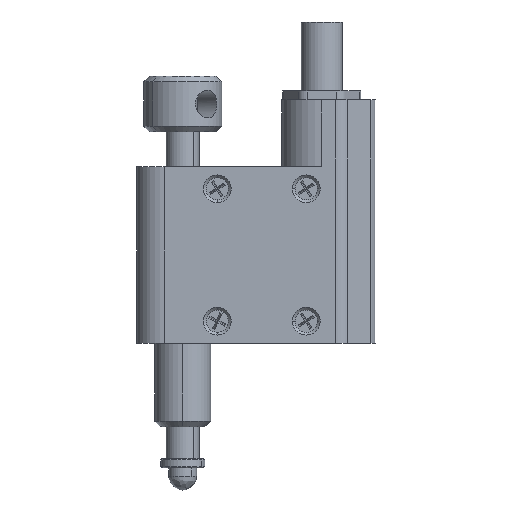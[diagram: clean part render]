
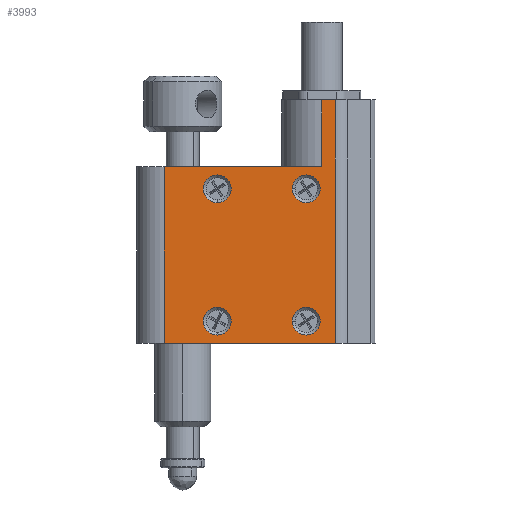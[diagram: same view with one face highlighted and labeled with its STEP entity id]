
A CAD part, front view. The second image highlights one B-rep face of the part: STEP entity #3993.
In plain terms, the highlighted planar face has unit normal (0, -1, 0).
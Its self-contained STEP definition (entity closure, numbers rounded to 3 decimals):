
#74 = ORIENTED_EDGE ( 'NONE', *, *, #2587, .F. ) ;
#117 = VERTEX_POINT ( 'NONE', #6775 ) ;
#129 = ORIENTED_EDGE ( 'NONE', *, *, #1318, .F. ) ;
#180 = CARTESIAN_POINT ( 'NONE',  ( 0.437, -4.619, 2.907 ) ) ;
#228 = LINE ( 'NONE', #180, #341 ) ;
#319 = CARTESIAN_POINT ( 'NONE',  ( 0.287, -4.619, -5.093 ) ) ;
#341 = VECTOR ( 'NONE', #3709, 1000. ) ;
#593 = VECTOR ( 'NONE', #7738, 1000. ) ;
#599 = DIRECTION ( 'NONE',  ( 0., 0., -1. ) ) ;
#621 = DIRECTION ( 'NONE',  ( 0., -1., 0. ) ) ;
#655 = EDGE_LOOP ( 'NONE', ( #8698, #6165 ) ) ;
#697 = CARTESIAN_POINT ( 'NONE',  ( -13.713, -4.619, -18.993 ) ) ;
#958 = VERTEX_POINT ( 'NONE', #7048 ) ;
#1089 = CIRCLE ( 'NONE', #2040, 1.25 ) ;
#1133 = CIRCLE ( 'NONE', #1694, 1.25 ) ;
#1273 = CARTESIAN_POINT ( 'NONE',  ( 1.666, -4.619, -18.993 ) ) ;
#1318 = EDGE_CURVE ( 'NONE', #8905, #9056, #8858, .T. ) ;
#1404 = DIRECTION ( 'NONE',  ( 1., 0., 0. ) ) ;
#1441 = FACE_BOUND ( 'NONE', #1630, .T. ) ;
#1538 = AXIS2_PLACEMENT_3D ( 'NONE', #7714, #2022, #8440 ) ;
#1558 = CARTESIAN_POINT ( 'NONE',  ( -8.963, -4.619, -5.093 ) ) ;
#1599 = DIRECTION ( 'NONE',  ( -1., 0., 0. ) ) ;
#1630 = EDGE_LOOP ( 'NONE', ( #9123, #8149 ) ) ;
#1654 = VERTEX_POINT ( 'NONE', #3893 ) ;
#1694 = AXIS2_PLACEMENT_3D ( 'NONE', #4141, #3474, #8492 ) ;
#1766 = EDGE_CURVE ( 'NONE', #2079, #1987, #5220, .T. ) ;
#1793 = EDGE_CURVE ( 'NONE', #4456, #1654, #2649, .T. ) ;
#1922 = VERTEX_POINT ( 'NONE', #6317 ) ;
#1929 = CARTESIAN_POINT ( 'NONE',  ( -13.713, -4.619, -3.093 ) ) ;
#1962 = DIRECTION ( 'NONE',  ( 0., 1., 0. ) ) ;
#1981 = CIRCLE ( 'NONE', #7857, 1.25 ) ;
#1987 = VERTEX_POINT ( 'NONE', #1273 ) ;
#2022 = DIRECTION ( 'NONE',  ( 0., -1., 0. ) ) ;
#2040 = AXIS2_PLACEMENT_3D ( 'NONE', #4713, #2672, #9047 ) ;
#2079 = VERTEX_POINT ( 'NONE', #5809 ) ;
#2324 = ORIENTED_EDGE ( 'NONE', *, *, #5512, .F. ) ;
#2356 = ORIENTED_EDGE ( 'NONE', *, *, #1766, .F. ) ;
#2460 = EDGE_CURVE ( 'NONE', #117, #2752, #1089, .T. ) ;
#2464 = CIRCLE ( 'NONE', #1538, 1.25 ) ;
#2587 = EDGE_CURVE ( 'NONE', #9056, #8905, #1981, .T. ) ;
#2640 = AXIS2_PLACEMENT_3D ( 'NONE', #8349, #1962, #8478 ) ;
#2649 = CIRCLE ( 'NONE', #9172, 1.25 ) ;
#2657 = DIRECTION ( 'NONE',  ( 0., 0., -1. ) ) ;
#2672 = DIRECTION ( 'NONE',  ( 0., -1., 0. ) ) ;
#2752 = VERTEX_POINT ( 'NONE', #319 ) ;
#2765 = CARTESIAN_POINT ( 'NONE',  ( -0.963, -4.619, -5.093 ) ) ;
#2961 = EDGE_CURVE ( 'NONE', #6164, #958, #8175, .T. ) ;
#3004 = EDGE_CURVE ( 'NONE', #1987, #6164, #7380, .T. ) ;
#3321 = EDGE_CURVE ( 'NONE', #6293, #958, #7594, .T. ) ;
#3338 = VERTEX_POINT ( 'NONE', #8202 ) ;
#3474 = DIRECTION ( 'NONE',  ( 0., -1., 0. ) ) ;
#3475 = LINE ( 'NONE', #7201, #4260 ) ;
#3509 = DIRECTION ( 'NONE',  ( 0., 0., -1. ) ) ;
#3709 = DIRECTION ( 'NONE',  ( 0., 0., 1. ) ) ;
#3893 = CARTESIAN_POINT ( 'NONE',  ( -2.213, -4.619, -16.993 ) ) ;
#3988 = ORIENTED_EDGE ( 'NONE', *, *, #3321, .T. ) ;
#3993 = ADVANCED_FACE ( 'NONE', ( #5031, #4154, #1441, #7462, #5245 ), #7718, .F. ) ;
#4049 = AXIS2_PLACEMENT_3D ( 'NONE', #2765, #5700, #1404 ) ;
#4141 = CARTESIAN_POINT ( 'NONE',  ( -0.963, -4.619, -16.993 ) ) ;
#4154 = FACE_BOUND ( 'NONE', #6143, .T. ) ;
#4260 = VECTOR ( 'NONE', #5679, 1000. ) ;
#4277 = VECTOR ( 'NONE', #1599, 1000. ) ;
#4456 = VERTEX_POINT ( 'NONE', #5213 ) ;
#4553 = ORIENTED_EDGE ( 'NONE', *, *, #2460, .F. ) ;
#4566 = EDGE_LOOP ( 'NONE', ( #129, #74 ) ) ;
#4713 = CARTESIAN_POINT ( 'NONE',  ( -0.963, -4.619, -5.093 ) ) ;
#4760 = CARTESIAN_POINT ( 'NONE',  ( -0.963, -4.619, -16.993 ) ) ;
#4780 = VECTOR ( 'NONE', #2657, 1000. ) ;
#4934 = ORIENTED_EDGE ( 'NONE', *, *, #8531, .T. ) ;
#5031 = FACE_BOUND ( 'NONE', #4566, .T. ) ;
#5137 = ORIENTED_EDGE ( 'NONE', *, *, #3004, .F. ) ;
#5213 = CARTESIAN_POINT ( 'NONE',  ( 0.287, -4.619, -16.993 ) ) ;
#5220 = LINE ( 'NONE', #7620, #4780 ) ;
#5245 = FACE_OUTER_BOUND ( 'NONE', #7787, .T. ) ;
#5462 = CIRCLE ( 'NONE', #4049, 1.25 ) ;
#5472 = DIRECTION ( 'NONE',  ( 0., -1., 0. ) ) ;
#5512 = EDGE_CURVE ( 'NONE', #2752, #117, #5462, .T. ) ;
#5531 = AXIS2_PLACEMENT_3D ( 'NONE', #7762, #5650, #599 ) ;
#5537 = EDGE_CURVE ( 'NONE', #6293, #6863, #228, .T. ) ;
#5612 = VECTOR ( 'NONE', #8466, 1000. ) ;
#5650 = DIRECTION ( 'NONE',  ( 0., -1., 0. ) ) ;
#5679 = DIRECTION ( 'NONE',  ( -1., 0., 0. ) ) ;
#5683 = ORIENTED_EDGE ( 'NONE', *, *, #2961, .F. ) ;
#5700 = DIRECTION ( 'NONE',  ( 0., -1., 0. ) ) ;
#5809 = CARTESIAN_POINT ( 'NONE',  ( 1.666, -4.619, 2.907 ) ) ;
#5852 = CARTESIAN_POINT ( 'NONE',  ( 0.437, -4.619, -3.093 ) ) ;
#6143 = EDGE_LOOP ( 'NONE', ( #2324, #4553 ) ) ;
#6164 = VERTEX_POINT ( 'NONE', #7189 ) ;
#6165 = ORIENTED_EDGE ( 'NONE', *, *, #6538, .F. ) ;
#6195 = CARTESIAN_POINT ( 'NONE',  ( -8.963, -4.619, -6.343 ) ) ;
#6269 = CARTESIAN_POINT ( 'NONE',  ( -8.963, -4.619, -5.093 ) ) ;
#6293 = VERTEX_POINT ( 'NONE', #5852 ) ;
#6317 = CARTESIAN_POINT ( 'NONE',  ( -8.963, -4.619, -18.243 ) ) ;
#6394 = CARTESIAN_POINT ( 'NONE',  ( -8.963, -4.619, -3.843 ) ) ;
#6404 = CIRCLE ( 'NONE', #5531, 1.25 ) ;
#6487 = EDGE_CURVE ( 'NONE', #3338, #1922, #6404, .T. ) ;
#6538 = EDGE_CURVE ( 'NONE', #1654, #4456, #1133, .T. ) ;
#6590 = DIRECTION ( 'NONE',  ( 0., 0., -1. ) ) ;
#6775 = CARTESIAN_POINT ( 'NONE',  ( -2.213, -4.619, -5.093 ) ) ;
#6863 = VERTEX_POINT ( 'NONE', #8723 ) ;
#6904 = DIRECTION ( 'NONE',  ( 1., 0., 0. ) ) ;
#7048 = CARTESIAN_POINT ( 'NONE',  ( -13.713, -4.619, -3.093 ) ) ;
#7189 = CARTESIAN_POINT ( 'NONE',  ( -13.713, -4.619, -18.993 ) ) ;
#7201 = CARTESIAN_POINT ( 'NONE',  ( 1.666, -4.619, 2.907 ) ) ;
#7263 = ORIENTED_EDGE ( 'NONE', *, *, #5537, .F. ) ;
#7292 = CARTESIAN_POINT ( 'NONE',  ( -13.713, -4.619, -3.093 ) ) ;
#7380 = LINE ( 'NONE', #697, #5612 ) ;
#7462 = FACE_BOUND ( 'NONE', #655, .T. ) ;
#7477 = AXIS2_PLACEMENT_3D ( 'NONE', #6269, #621, #3509 ) ;
#7594 = LINE ( 'NONE', #7292, #4277 ) ;
#7620 = CARTESIAN_POINT ( 'NONE',  ( 1.666, -4.619, -3.093 ) ) ;
#7714 = CARTESIAN_POINT ( 'NONE',  ( -8.963, -4.619, -16.993 ) ) ;
#7718 = PLANE ( 'NONE',  #2640 ) ;
#7738 = DIRECTION ( 'NONE',  ( 0., 0., 1. ) ) ;
#7762 = CARTESIAN_POINT ( 'NONE',  ( -8.963, -4.619, -16.993 ) ) ;
#7787 = EDGE_LOOP ( 'NONE', ( #3988, #5683, #5137, #2356, #4934, #7263 ) ) ;
#7828 = EDGE_CURVE ( 'NONE', #1922, #3338, #2464, .T. ) ;
#7857 = AXIS2_PLACEMENT_3D ( 'NONE', #1558, #8081, #6590 ) ;
#8081 = DIRECTION ( 'NONE',  ( 0., -1., 0. ) ) ;
#8149 = ORIENTED_EDGE ( 'NONE', *, *, #6487, .F. ) ;
#8175 = LINE ( 'NONE', #1929, #593 ) ;
#8202 = CARTESIAN_POINT ( 'NONE',  ( -8.963, -4.619, -15.743 ) ) ;
#8349 = CARTESIAN_POINT ( 'NONE',  ( -13.713, -4.619, -3.093 ) ) ;
#8440 = DIRECTION ( 'NONE',  ( 0., 0., -1. ) ) ;
#8466 = DIRECTION ( 'NONE',  ( -1., 0., 0. ) ) ;
#8478 = DIRECTION ( 'NONE',  ( 0., 0., 1. ) ) ;
#8492 = DIRECTION ( 'NONE',  ( 1., 0., 0. ) ) ;
#8531 = EDGE_CURVE ( 'NONE', #2079, #6863, #3475, .T. ) ;
#8698 = ORIENTED_EDGE ( 'NONE', *, *, #1793, .F. ) ;
#8723 = CARTESIAN_POINT ( 'NONE',  ( 0.437, -4.619, 2.907 ) ) ;
#8858 = CIRCLE ( 'NONE', #7477, 1.25 ) ;
#8905 = VERTEX_POINT ( 'NONE', #6195 ) ;
#9047 = DIRECTION ( 'NONE',  ( 1., 0., 0. ) ) ;
#9056 = VERTEX_POINT ( 'NONE', #6394 ) ;
#9123 = ORIENTED_EDGE ( 'NONE', *, *, #7828, .F. ) ;
#9172 = AXIS2_PLACEMENT_3D ( 'NONE', #4760, #5472, #6904 ) ;
